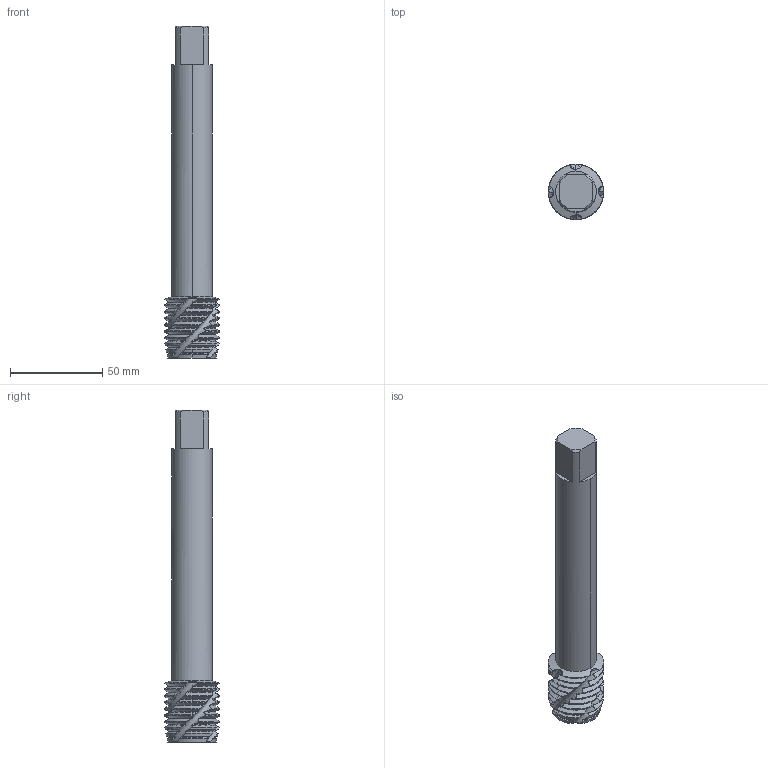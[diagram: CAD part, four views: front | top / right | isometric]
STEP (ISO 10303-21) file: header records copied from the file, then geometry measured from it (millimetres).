
FILE_DESCRIPTION(('no description'),'unknown implementation level');
FILE_NAME('solidnnavsyJ7wzXiavrz8UHYHSArP8U_1.STP',' ',('CIM GmbH Aachen'),('CADClick - KiM GmbH - www.kimweb.de'),'unknown preprocess','ACIS','unknown authorization');
FILE_SCHEMA(('automotive_design'));
Length unit declared in the file: millimetre
Products named in the file (2): 1; 2
Bounding box: 30 x 30 x 180 mm (x, y, z)
Volume: 73390 mm3; surface area: 20889.1 mm2
Topology: 2 solids, 2 shells, 267 faces, 761 edges, 498 vertices
Faces by surface type: cone 134, cylinder 104, plane 17, bspline 8, revolution 4
Entity records: 23696 total; most frequent: CARTESIAN_POINT 8747, STYLED_ITEM 1528, PRESENTATION_STYLE_ASSIGNMENT 1528, COLOUR_RGB 1528, ORIENTED_EDGE 1522, DIRECTION 1201, EDGE_CURVE 761, CURVE_STYLE 761
